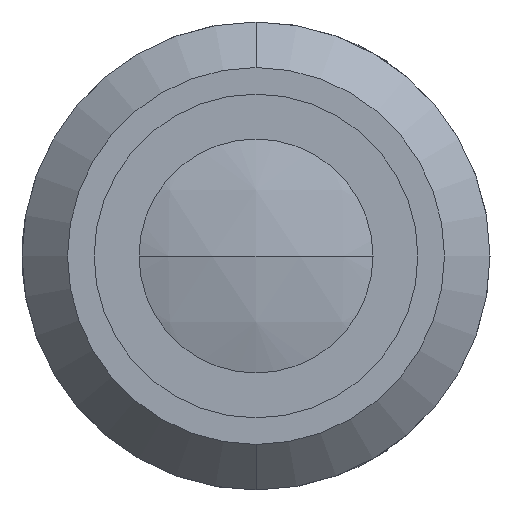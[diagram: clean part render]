
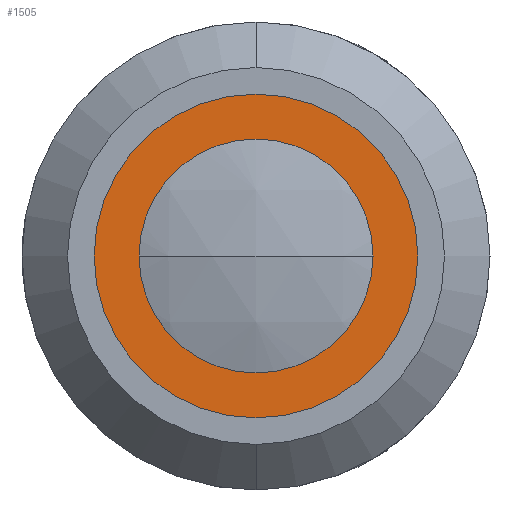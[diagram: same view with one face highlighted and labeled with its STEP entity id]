
A CAD part, left-side view. The second image highlights one B-rep face of the part: STEP entity #1505.
In plain terms, the highlighted planar face has unit normal (-1, 0, 0).
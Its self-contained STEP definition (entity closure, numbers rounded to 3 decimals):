
#79 = CARTESIAN_POINT ( 'NONE',  ( 3.5, 0., 0. ) ) ;
#177 = AXIS2_PLACEMENT_3D ( 'NONE', #4622, #378, #333 ) ;
#185 = VERTEX_POINT ( 'NONE', #3786 ) ;
#205 = EDGE_CURVE ( 'NONE', #2051, #185, #1412, .T. ) ;
#307 = DIRECTION ( 'NONE',  ( 0., 0., 1. ) ) ;
#333 = DIRECTION ( 'NONE',  ( 0., 0., 1. ) ) ;
#378 = DIRECTION ( 'NONE',  ( -1., 0., 0. ) ) ;
#473 = CIRCLE ( 'NONE', #1380, 13.2 ) ;
#702 = DIRECTION ( 'NONE',  ( 0., 0., 1. ) ) ;
#829 = CARTESIAN_POINT ( 'NONE',  ( 3.5, 13.2, 0. ) ) ;
#835 = CARTESIAN_POINT ( 'NONE',  ( 3.5, 0., 13.2 ) ) ;
#848 = DIRECTION ( 'NONE',  ( 0., 0., 1. ) ) ;
#861 = VERTEX_POINT ( 'NONE', #1445 ) ;
#1088 = ORIENTED_EDGE ( 'NONE', *, *, #3044, .F. ) ;
#1105 = ORIENTED_EDGE ( 'NONE', *, *, #205, .F. ) ;
#1128 = AXIS2_PLACEMENT_3D ( 'NONE', #2829, #2477, #702 ) ;
#1380 = AXIS2_PLACEMENT_3D ( 'NONE', #79, #2232, #848 ) ;
#1412 = CIRCLE ( 'NONE', #2231, 9. ) ;
#1445 = CARTESIAN_POINT ( 'NONE',  ( 3.5, 0., -13.2 ) ) ;
#1505 = ADVANCED_FACE ( 'NONE', ( #1584, #2219 ), #3013, .F. ) ;
#1584 = FACE_BOUND ( 'NONE', #2903, .T. ) ;
#1650 = CIRCLE ( 'NONE', #1128, 13.2 ) ;
#1936 = AXIS2_PLACEMENT_3D ( 'NONE', #829, #3666, #4437 ) ;
#2036 = CARTESIAN_POINT ( 'NONE',  ( 3.5, 0., 0. ) ) ;
#2051 = VERTEX_POINT ( 'NONE', #2507 ) ;
#2219 = FACE_OUTER_BOUND ( 'NONE', #3328, .T. ) ;
#2231 = AXIS2_PLACEMENT_3D ( 'NONE', #2036, #3171, #307 ) ;
#2232 = DIRECTION ( 'NONE',  ( -1., 0., 0. ) ) ;
#2313 = ORIENTED_EDGE ( 'NONE', *, *, #2368, .T. ) ;
#2368 = EDGE_CURVE ( 'NONE', #2630, #861, #1650, .T. ) ;
#2477 = DIRECTION ( 'NONE',  ( -1., 0., 0. ) ) ;
#2507 = CARTESIAN_POINT ( 'NONE',  ( 3.5, 0., -9. ) ) ;
#2630 = VERTEX_POINT ( 'NONE', #835 ) ;
#2829 = CARTESIAN_POINT ( 'NONE',  ( 3.5, 0., 0. ) ) ;
#2903 = EDGE_LOOP ( 'NONE', ( #1088, #1105 ) ) ;
#3013 = PLANE ( 'NONE',  #1936 ) ;
#3044 = EDGE_CURVE ( 'NONE', #185, #2051, #3979, .T. ) ;
#3171 = DIRECTION ( 'NONE',  ( -1., 0., 0. ) ) ;
#3328 = EDGE_LOOP ( 'NONE', ( #2313, #4099 ) ) ;
#3666 = DIRECTION ( 'NONE',  ( 1., 0., 0. ) ) ;
#3786 = CARTESIAN_POINT ( 'NONE',  ( 3.5, 0., 9. ) ) ;
#3979 = CIRCLE ( 'NONE', #177, 9. ) ;
#4099 = ORIENTED_EDGE ( 'NONE', *, *, #4275, .T. ) ;
#4275 = EDGE_CURVE ( 'NONE', #861, #2630, #473, .T. ) ;
#4437 = DIRECTION ( 'NONE',  ( 0., 0., -1. ) ) ;
#4622 = CARTESIAN_POINT ( 'NONE',  ( 3.5, 0., 0. ) ) ;
